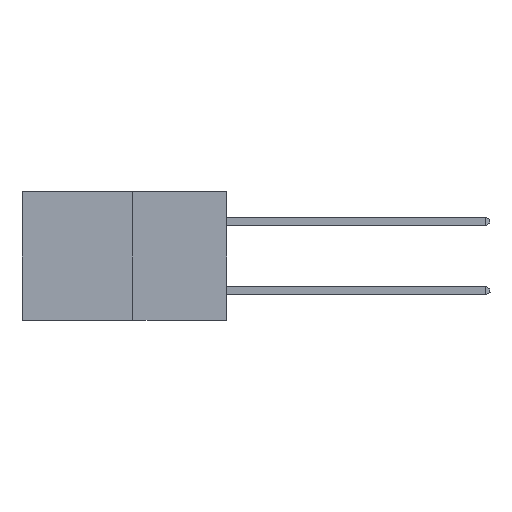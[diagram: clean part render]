
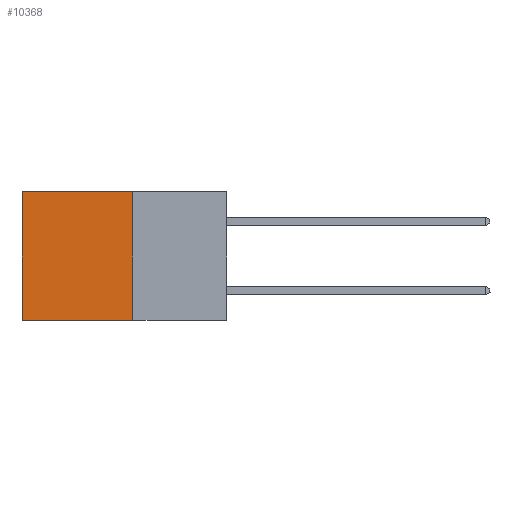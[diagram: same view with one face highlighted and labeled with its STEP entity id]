
A CAD part, left-side view. The second image highlights one B-rep face of the part: STEP entity #10368.
In plain terms, the highlighted planar face has unit normal (-1, 0, 0).
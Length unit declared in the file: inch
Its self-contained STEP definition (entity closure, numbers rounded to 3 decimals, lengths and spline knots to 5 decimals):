
#342 = ORIENTED_EDGE ( 'NONE', *, *, #15661, .T. ) ;
#566 = CARTESIAN_POINT ( 'NONE',  ( 0.277, 0.27, 0. ) ) ;
#1443 = VECTOR ( 'NONE', #8024, 39.37008 ) ;
#2038 = LINE ( 'NONE', #566, #1443 ) ;
#2078 = ORIENTED_EDGE ( 'NONE', *, *, #22187, .T. ) ;
#2192 = VERTEX_POINT ( 'NONE', #14382 ) ;
#2239 = DIRECTION ( 'NONE',  ( 0., 0., -1. ) ) ;
#2457 = CARTESIAN_POINT ( 'NONE',  ( 0.277, 0.27, -0.37 ) ) ;
#2464 = LINE ( 'NONE', #2457, #21746 ) ;
#3149 = DIRECTION ( 'NONE',  ( 0., 0., -1. ) ) ;
#3174 = DIRECTION ( 'NONE',  ( 1., 0., 0. ) ) ;
#3325 = CARTESIAN_POINT ( 'NONE',  ( 0.277, 0.27, -0.37 ) ) ;
#3858 = PLANE ( 'NONE',  #21878 ) ;
#3891 = EDGE_LOOP ( 'NONE', ( #342, #15171, #21328, #2078 ) ) ;
#5494 = CARTESIAN_POINT ( 'NONE',  ( 0.277, 0.27, -0.37 ) ) ;
#6095 = VECTOR ( 'NONE', #20540, 39.37008 ) ;
#6804 = EDGE_CURVE ( 'NONE', #11007, #21388, #2464, .T. ) ;
#7982 = CARTESIAN_POINT ( 'NONE',  ( 0.277, 0.59, 0. ) ) ;
#8024 = DIRECTION ( 'NONE',  ( 0., 1., 0. ) ) ;
#9296 = EDGE_CURVE ( 'NONE', #21388, #2192, #15962, .T. ) ;
#10368 = ADVANCED_FACE ( 'NONE', ( #12372 ), #3858, .F. ) ;
#11007 = VERTEX_POINT ( 'NONE', #17916 ) ;
#12372 = FACE_OUTER_BOUND ( 'NONE', #3891, .T. ) ;
#14034 = DIRECTION ( 'NONE',  ( 0., 1., 0. ) ) ;
#14110 = CARTESIAN_POINT ( 'NONE',  ( 0.277, 0.27, -0.37 ) ) ;
#14382 = CARTESIAN_POINT ( 'NONE',  ( 0.277, 0.59, -0.37 ) ) ;
#15171 = ORIENTED_EDGE ( 'NONE', *, *, #9296, .F. ) ;
#15661 = EDGE_CURVE ( 'NONE', #20019, #2192, #16596, .T. ) ;
#15962 = LINE ( 'NONE', #14110, #20952 ) ;
#16596 = LINE ( 'NONE', #18565, #6095 ) ;
#17916 = CARTESIAN_POINT ( 'NONE',  ( 0.277, 0.27, 0. ) ) ;
#18565 = CARTESIAN_POINT ( 'NONE',  ( 0.277, 0.59, -0.37 ) ) ;
#20019 = VERTEX_POINT ( 'NONE', #7982 ) ;
#20540 = DIRECTION ( 'NONE',  ( 0., 0., -1. ) ) ;
#20952 = VECTOR ( 'NONE', #14034, 39.37008 ) ;
#21328 = ORIENTED_EDGE ( 'NONE', *, *, #6804, .F. ) ;
#21388 = VERTEX_POINT ( 'NONE', #5494 ) ;
#21746 = VECTOR ( 'NONE', #2239, 39.37008 ) ;
#21878 = AXIS2_PLACEMENT_3D ( 'NONE', #3325, #3174, #3149 ) ;
#22187 = EDGE_CURVE ( 'NONE', #11007, #20019, #2038, .T. ) ;
